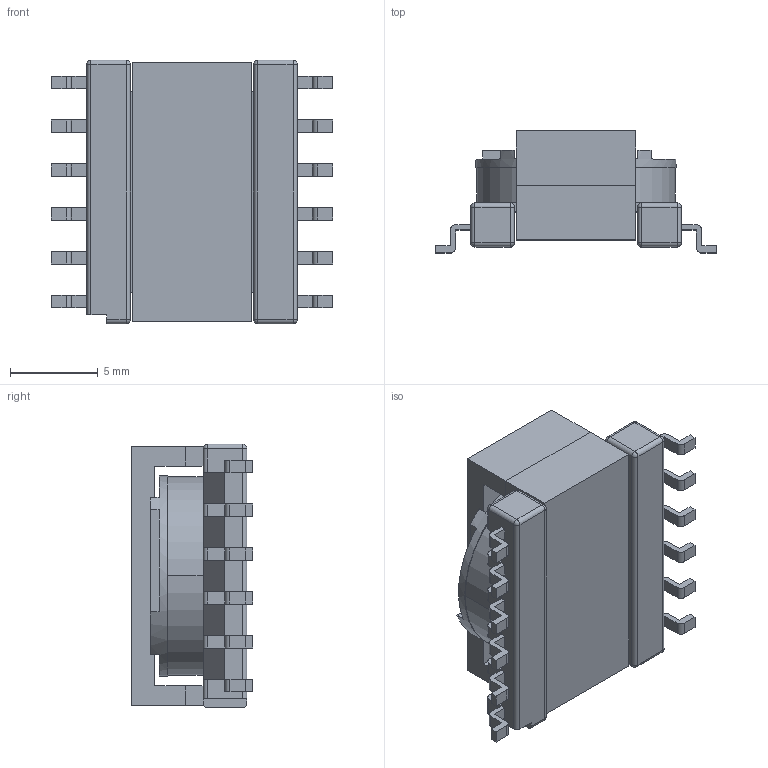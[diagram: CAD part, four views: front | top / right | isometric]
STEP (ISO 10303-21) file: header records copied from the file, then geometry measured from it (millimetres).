
FILE_DESCRIPTION (( 'STEP AP214' ), '1' );
FILE_NAME ('ER14.5_4477.STEP', '2019-01-31T20:49:28', ( '' ), ( '' ), 'SwSTEP 2.0', 'SolidWorks 2017', '' );
FILE_SCHEMA (( 'AUTOMOTIVE_DESIGN' ));
Length unit declared in the file: millimetre
Products named in the file (4): 150-2340_6A; 070-4477_coil; 070-4477_6C; ER14.5_4477
Assembly tree (4 placements, depth 2):
  ER14.5_4477
    070-4477_6C
    070-4477_coil
    150-2340_6A  x2
Bounding box: 16 x 6.93 x 15 mm (x, y, z)
Volume: 803.2 mm3; surface area: 1719.7 mm2
Topology: 4 solids, 4 shells, 289 faces, 743 edges, 452 vertices
Faces by surface type: plane 202, cylinder 73, sphere 14
Entity records: 9968 total; most frequent: DIRECTION 1415, CARTESIAN_POINT 1414, ORIENTED_EDGE 1398, EDGE_CURVE 699, VECTOR 549, LINE 549, AXIS2_PLACEMENT_3D 433, VERTEX_POINT 432
